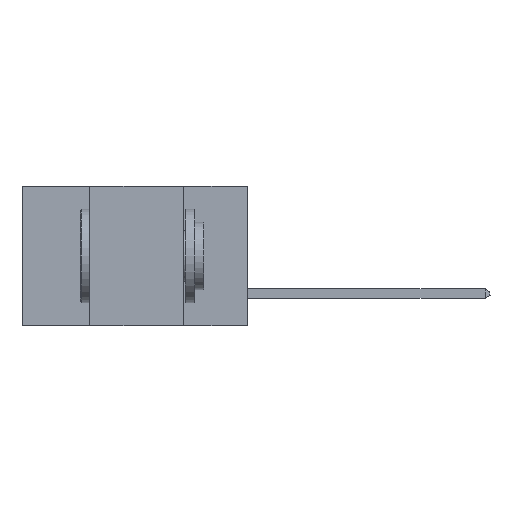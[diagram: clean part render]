
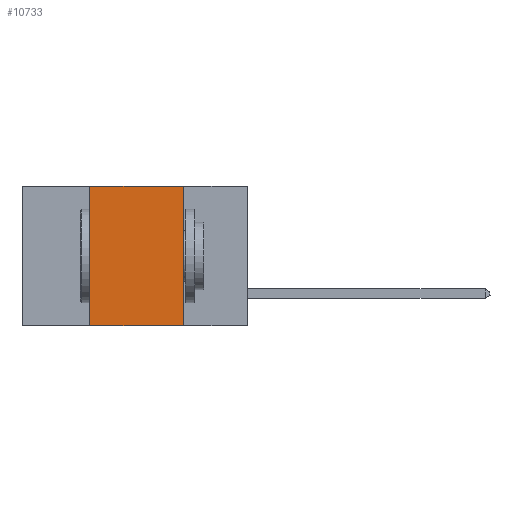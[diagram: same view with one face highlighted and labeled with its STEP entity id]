
A CAD part, left-side view. The second image highlights one B-rep face of the part: STEP entity #10733.
In plain terms, the highlighted planar face has unit normal (-1, 0, 0).
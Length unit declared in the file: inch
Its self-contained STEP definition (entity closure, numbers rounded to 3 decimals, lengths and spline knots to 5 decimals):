
#42 = CARTESIAN_POINT ( 'NONE',  ( 0., 0.17, 0. ) ) ;
#113 = EDGE_LOOP ( 'NONE', ( #2555, #10854, #455, #9880 ) ) ;
#149 = EDGE_CURVE ( 'NONE', #7150, #2456, #6813, .T. ) ;
#316 = CARTESIAN_POINT ( 'NONE',  ( 0., 0.6, -0.37 ) ) ;
#379 = VERTEX_POINT ( 'NONE', #1775 ) ;
#455 = ORIENTED_EDGE ( 'NONE', *, *, #5328, .F. ) ;
#572 = EDGE_CURVE ( 'NONE', #7467, #2456, #9098, .T. ) ;
#698 = DIRECTION ( 'NONE',  ( 0., 0., 1. ) ) ;
#718 = DIRECTION ( 'NONE',  ( 0., 0., -1. ) ) ;
#761 = PLANE ( 'NONE',  #9886 ) ;
#949 = CARTESIAN_POINT ( 'NONE',  ( 0., 0.17, 0. ) ) ;
#1775 = CARTESIAN_POINT ( 'NONE',  ( 0., 0.42, 0. ) ) ;
#1924 = CARTESIAN_POINT ( 'NONE',  ( 0., 0.6, 0. ) ) ;
#2456 = VERTEX_POINT ( 'NONE', #9324 ) ;
#2555 = ORIENTED_EDGE ( 'NONE', *, *, #149, .F. ) ;
#3180 = EDGE_CURVE ( 'NONE', #379, #7150, #11459, .T. ) ;
#3480 = DIRECTION ( 'NONE',  ( 1., 0., 0. ) ) ;
#3529 = VECTOR ( 'NONE', #9389, 39.37008 ) ;
#4398 = CARTESIAN_POINT ( 'NONE',  ( 0., 0.6, 0. ) ) ;
#5328 = EDGE_CURVE ( 'NONE', #7467, #379, #6717, .T. ) ;
#6423 = VECTOR ( 'NONE', #698, 39.37008 ) ;
#6528 = VECTOR ( 'NONE', #9138, 39.37008 ) ;
#6577 = VECTOR ( 'NONE', #8258, 39.37008 ) ;
#6717 = LINE ( 'NONE', #6951, #6423 ) ;
#6813 = LINE ( 'NONE', #949, #6528 ) ;
#6951 = CARTESIAN_POINT ( 'NONE',  ( 0., 0.42, 0. ) ) ;
#7150 = VERTEX_POINT ( 'NONE', #42 ) ;
#7467 = VERTEX_POINT ( 'NONE', #11349 ) ;
#8258 = DIRECTION ( 'NONE',  ( 0., -1., 0. ) ) ;
#9098 = LINE ( 'NONE', #316, #3529 ) ;
#9138 = DIRECTION ( 'NONE',  ( 0., 0., -1. ) ) ;
#9324 = CARTESIAN_POINT ( 'NONE',  ( 0., 0.17, -0.37 ) ) ;
#9389 = DIRECTION ( 'NONE',  ( 0., -1., 0. ) ) ;
#9880 = ORIENTED_EDGE ( 'NONE', *, *, #572, .T. ) ;
#9886 = AXIS2_PLACEMENT_3D ( 'NONE', #4398, #3480, #718 ) ;
#10501 = FACE_OUTER_BOUND ( 'NONE', #113, .T. ) ;
#10733 = ADVANCED_FACE ( 'NONE', ( #10501 ), #761, .F. ) ;
#10854 = ORIENTED_EDGE ( 'NONE', *, *, #3180, .F. ) ;
#11349 = CARTESIAN_POINT ( 'NONE',  ( 0., 0.42, -0.37 ) ) ;
#11459 = LINE ( 'NONE', #1924, #6577 ) ;
